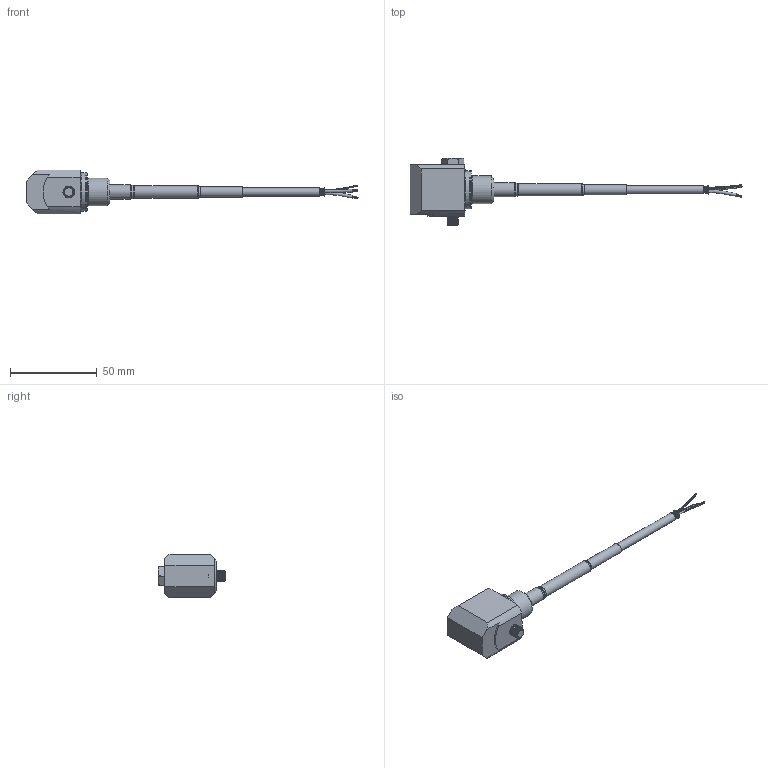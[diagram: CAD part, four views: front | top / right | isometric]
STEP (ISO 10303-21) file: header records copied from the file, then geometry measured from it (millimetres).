
FILE_DESCRIPTION(/* description */ (''),/* implementation_level */ '2;1');
FILE_NAME(/* name */ 'MASTER_STANDARD_SIDE-EXIT_INTEGRAL_FEP.stp',/* time_stamp */ '2025-02-05T15:25:57-05:00',/* author */ ('cthayer'),/* organization */ ('CONNECTION TECHNOLOGY CENTER'),/* preprocessor_version */ 'ST-DEVELOPER v20',/* originating_system */ 'Autodesk Inventor 2025',/* authorisation */ '');
FILE_SCHEMA (('AUTOMOTIVE_DESIGN { 1 0 10303 214 3 1 1 }'));
Products named in the file (1): AC255-6N
Bounding box: 191.14 x 39.07 x 25.15 mm (x, y, z)
Volume: 22418.6 mm3; surface area: 23276.6 mm2
Topology: 17 solids, 17 shells, 1084 faces, 3822 edges, 2368 vertices
Faces by surface type: bspline 495, plane 316, cylinder 175, torus 62, cone 36
Full cylindrical faces by diameter (mm): 0.127 x19, 0.203 x38, 1.016 x1, 1.27 x2, 2.381 x1, 2.388 x1, 3.581 x1, 4.039 x2, 4.501 x1, 4.826 x1, 4.898 x1, 4.953 x1, 5.016 x1, 5.156 x1, 5.359 x1, 5.588 x3, 5.914 x1, 5.994 x2, 6.032 x2, 6.045 x1, 6.35 x17, 6.756 x1, 7.048 x1, 7.061 x1, 7.112 x1, 8.128 x1, 8.4 x1, 9.525 x1, 11.43 x2, 13.335 x1
Entity records: 80433 total; most frequent: CARTESIAN_POINT 50558, ORIENTED_EDGE 7548, DIRECTION 4607, EDGE_CURVE 3774, VERTEX_POINT 2368, AXIS2_PLACEMENT_3D 2159, B_SPLINE_CURVE_WITH_KNOTS 1857, CIRCLE 1563
